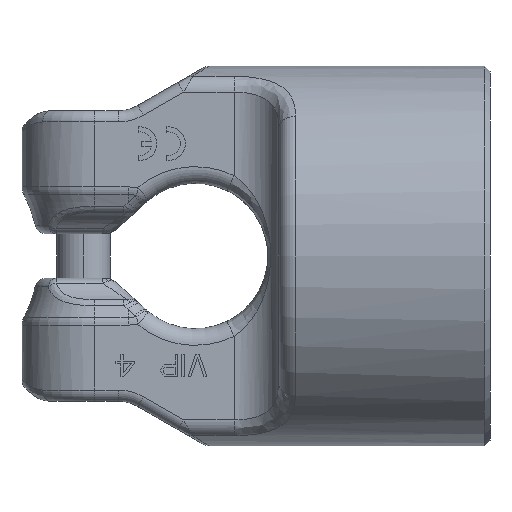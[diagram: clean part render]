
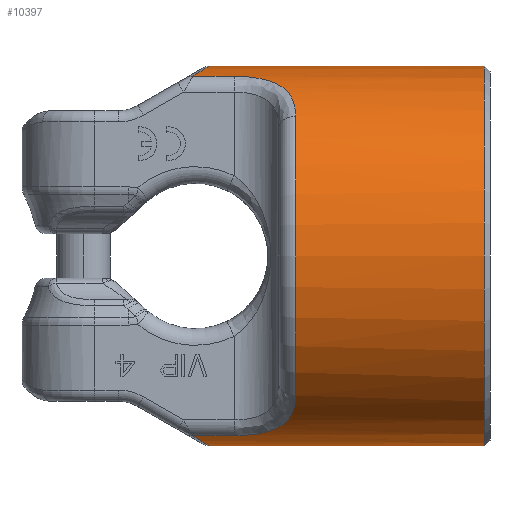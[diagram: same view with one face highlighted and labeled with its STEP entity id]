
A CAD part, front view. The second image highlights one B-rep face of the part: STEP entity #10397.
In plain terms, the highlighted cylindrical face has radius 17 mm (diameter 34 mm), a partial arc.
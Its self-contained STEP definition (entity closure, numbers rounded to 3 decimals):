
#1137=DIRECTION('',(1.,0.,0.));
#1138=VECTOR('',#1137,24.632);
#1139=CARTESIAN_POINT('',(16.768,0.,
-17.));
#1140=LINE('',#1139,#1138);
#1191=CARTESIAN_POINT('',(16.768,0.,
-17.));
#1816=CARTESIAN_POINT('',(15.286,-5.484,
-16.091));
#1817=CARTESIAN_POINT('',(15.552,-5.005,
-16.254));
#1818=CARTESIAN_POINT('',(16.004,-4.051,
-16.532));
#1819=CARTESIAN_POINT('',(16.457,-2.662,
-16.809));
#1820=CARTESIAN_POINT('',(16.714,-1.312,
-16.967));
#1821=CARTESIAN_POINT('',(16.768,-0.432,
-17.));
#1822=CARTESIAN_POINT('',(16.768,0.,
-17.));
#1824=DIRECTION('',(-1.,0.,0.));
#1825=VECTOR('',#1824,3.714);
#1826=CARTESIAN_POINT('',(19.,-5.484,
-16.091));
#1827=LINE('',#1826,#1825);
#1828=CARTESIAN_POINT('',(24.5,-11.516,
-12.505));
#1829=CARTESIAN_POINT('',(24.5,-11.126,
-12.864));
#1830=CARTESIAN_POINT('',(24.435,-10.343,
-13.521));
#1831=CARTESIAN_POINT('',(24.083,-9.098,
-14.383));
#1832=CARTESIAN_POINT('',(23.541,-8.045,
-14.989));
#1833=CARTESIAN_POINT('',(22.831,-7.134,
-15.44));
#1834=CARTESIAN_POINT('',(21.99,-6.409,
-15.75));
#1835=CARTESIAN_POINT('',(21.048,-5.878,
-15.954));
#1836=CARTESIAN_POINT('',(20.036,-5.555,
-16.067));
#1837=CARTESIAN_POINT('',(19.349,-5.484,
-16.091));
#1838=CARTESIAN_POINT('',(19.,-5.484,
-16.091));
#1840=CARTESIAN_POINT('',(24.5,0.,0.));
#1841=DIRECTION('',(1.,0.,0.));
#1842=DIRECTION('',(0.,-0.677,0.736));
#1843=AXIS2_PLACEMENT_3D('',#1840,#1841,#1842);
#1845=CARTESIAN_POINT('',(19.,-5.484,16.091));
#1846=CARTESIAN_POINT('',(19.349,-5.484,16.091));
#1847=CARTESIAN_POINT('',(20.036,-5.555,16.067));
#1848=CARTESIAN_POINT('',(21.051,-5.879,15.953));
#1849=CARTESIAN_POINT('',(21.993,-6.411,15.75));
#1850=CARTESIAN_POINT('',(22.835,-7.138,15.438));
#1851=CARTESIAN_POINT('',(23.545,-8.051,14.986));
#1852=CARTESIAN_POINT('',(24.087,-9.108,14.376));
#1853=CARTESIAN_POINT('',(24.437,-10.353,13.514));
#1854=CARTESIAN_POINT('',(24.5,-11.13,12.86));
#1855=CARTESIAN_POINT('',(24.5,-11.516,12.505));
#1857=DIRECTION('',(1.,0.,0.));
#1858=VECTOR('',#1857,3.714);
#1859=CARTESIAN_POINT('',(15.286,-5.484,16.091));
#1860=LINE('',#1859,#1858);
#1861=CARTESIAN_POINT('',(16.768,0.,17.));
#1862=CARTESIAN_POINT('',(16.768,-0.438,
17.));
#1863=CARTESIAN_POINT('',(16.712,-1.326,16.966));
#1864=CARTESIAN_POINT('',(16.456,-2.667,16.808));
#1865=CARTESIAN_POINT('',(16.003,-4.054,16.531));
#1866=CARTESIAN_POINT('',(15.552,-5.006,16.254));
#1867=CARTESIAN_POINT('',(15.286,-5.484,16.091));
#1869=DIRECTION('',(1.,0.,0.));
#1870=VECTOR('',#1869,24.632);
#1871=CARTESIAN_POINT('',(16.768,0.,17.));
#1872=LINE('',#1871,#1870);
#1873=CARTESIAN_POINT('',(41.4,0.,0.));
#1874=DIRECTION('',(1.,0.,0.));
#1875=DIRECTION('',(0.,0.,1.));
#1876=AXIS2_PLACEMENT_3D('',#1873,#1874,#1875);
#3844=CARTESIAN_POINT('',(15.286,-5.484,
-16.091));
#7232=VERTEX_POINT('',#1828);
#7233=VERTEX_POINT('',#1838);
#7244=VERTEX_POINT('',#1845);
#7245=VERTEX_POINT('',#1855);
#7642=VERTEX_POINT('',#1191);
#7657=VERTEX_POINT('',#3844);
#7660=VERTEX_POINT('',#1861);
#7661=VERTEX_POINT('',#1867);
#8572=CARTESIAN_POINT('',(41.4,0.,-17.));
#8573=VERTEX_POINT('',#8572);
#8574=CARTESIAN_POINT('',(41.4,0.,17.));
#8575=VERTEX_POINT('',#8574);
#10372=CARTESIAN_POINT('',(0.,0.,0.));
#10373=DIRECTION('',(1.,0.,0.));
#10374=DIRECTION('',(0.,0.,-1.));
#10375=AXIS2_PLACEMENT_3D('',#10372,#10373,#10374);
#10376=CYLINDRICAL_SURFACE('',#10375,17.);
#10377=ORIENTED_EDGE('',*,*,#8585,.F.);
#10379=ORIENTED_EDGE('',*,*,#10378,.F.);
#10381=ORIENTED_EDGE('',*,*,#10380,.F.);
#10383=ORIENTED_EDGE('',*,*,#10382,.F.);
#10385=ORIENTED_EDGE('',*,*,#10384,.F.);
#10387=ORIENTED_EDGE('',*,*,#10386,.F.);
#10389=ORIENTED_EDGE('',*,*,#10388,.F.);
#10391=ORIENTED_EDGE('',*,*,#10390,.F.);
#10392=ORIENTED_EDGE('',*,*,#8589,.T.);
#10394=ORIENTED_EDGE('',*,*,#10393,.T.);
#10395=EDGE_LOOP('',(#10377,#10379,#10381,#10383,#10385,#10387,#10389,#10391,
#10392,#10394));
#10396=FACE_OUTER_BOUND('',#10395,.F.);
#10397=ADVANCED_FACE('',(#10396),#10376,.T.);
#1823=B_SPLINE_CURVE_WITH_KNOTS('',3,(#1816,#1817,#1818,#1819,#1820,#1821,
#1822),.UNSPECIFIED.,.F.,.F.,(4,1,1,1,4),(0.,0.25,0.5,0.75,1.),
.UNSPECIFIED.);
#1839=B_SPLINE_CURVE_WITH_KNOTS('',3,(#1828,#1829,#1830,#1831,#1832,#1833,#1834,
#1835,#1836,#1837,#1838),.UNSPECIFIED.,.F.,.F.,(4,1,1,1,1,1,1,1,4),(0.,
0.125,0.25,0.375,0.5,0.625,0.75,0.875,1.),.UNSPECIFIED.);
#1844=CIRCLE('',#1843,17.);
#1856=B_SPLINE_CURVE_WITH_KNOTS('',3,(#1845,#1846,#1847,#1848,#1849,#1850,#1851,
#1852,#1853,#1854,#1855),.UNSPECIFIED.,.F.,.F.,(4,1,1,1,1,1,1,1,4),(0.,
0.125,0.25,0.375,0.5,0.625,0.75,0.875,1.),.UNSPECIFIED.);
#1868=B_SPLINE_CURVE_WITH_KNOTS('',3,(#1861,#1862,#1863,#1864,#1865,#1866,
#1867),.UNSPECIFIED.,.F.,.F.,(4,1,1,1,4),(0.,0.25,0.5,0.75,1.),
.UNSPECIFIED.);
#1877=CIRCLE('',#1876,17.);
#8585=EDGE_CURVE('',#7642,#8573,#1140,.T.);
#8589=EDGE_CURVE('',#7660,#8575,#1872,.T.);
#10378=EDGE_CURVE('',#7657,#7642,#1823,.T.);
#10380=EDGE_CURVE('',#7233,#7657,#1827,.T.);
#10382=EDGE_CURVE('',#7232,#7233,#1839,.T.);
#10384=EDGE_CURVE('',#7245,#7232,#1844,.T.);
#10386=EDGE_CURVE('',#7244,#7245,#1856,.T.);
#10388=EDGE_CURVE('',#7661,#7244,#1860,.T.);
#10390=EDGE_CURVE('',#7660,#7661,#1868,.T.);
#10393=EDGE_CURVE('',#8575,#8573,#1877,.T.);
